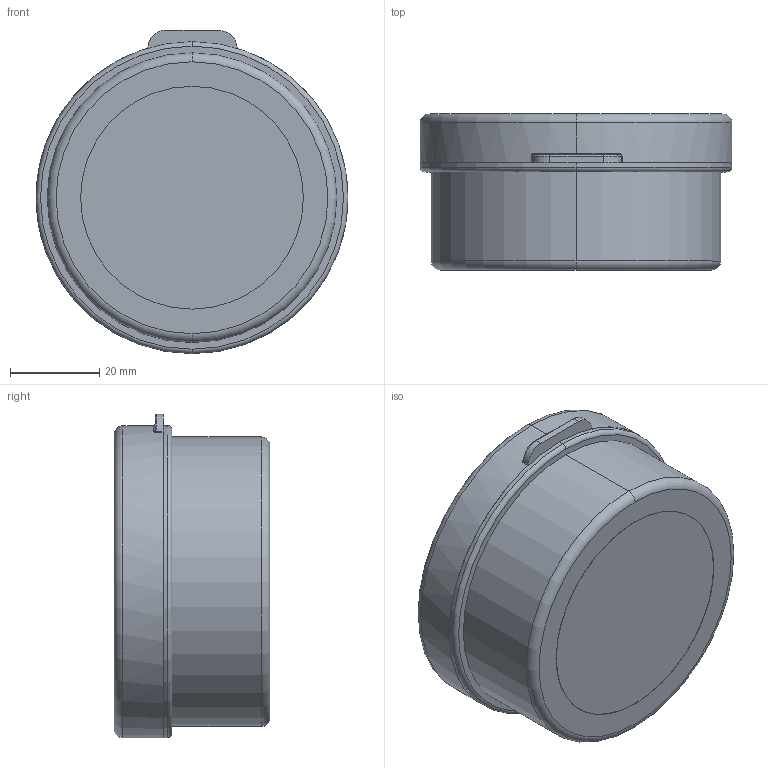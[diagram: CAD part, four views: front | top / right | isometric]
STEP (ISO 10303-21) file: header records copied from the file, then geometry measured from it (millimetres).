
FILE_DESCRIPTION (( 'STEP AP214' ), '1' );
FILE_NAME ('B178 Êîðîáêà ïëàñòèêîâàÿ, O63x32 ìì.STEP', '2020-04-06T12:41:34', ( '' ), ( '' ), 'SwSTEP 2.0', 'SolidWorks 2020', '' );
FILE_SCHEMA (( 'AUTOMOTIVE_DESIGN' ));
Length unit declared in the file: millimetre
Products named in the file (3): B178 Êîðîáêà ïëàñòèêîâàÿ, O63x32 ìì; B178 Åìêîñòü; B178 Êðûøêà
Assembly tree (2 placements, depth 2):
  B178 Êîðîáêà ïëàñòèêîâàÿ, O63x32 ìì
    B178 Åìêîñòü
    B178 Êðûøêà
Bounding box: 70 x 35 x 72.56 mm (x, y, z)
Volume: 23206 mm3; surface area: 30958.1 mm2
Topology: 2 solids, 2 shells, 55 faces, 112 edges, 69 vertices
Faces by surface type: cylinder 25, torus 14, plane 14, bspline 2
Entity records: 1617 total; most frequent: DIRECTION 303, CARTESIAN_POINT 295, ORIENTED_EDGE 224, AXIS2_PLACEMENT_3D 137, EDGE_CURVE 112, CIRCLE 79, VERTEX_POINT 69, EDGE_LOOP 63
